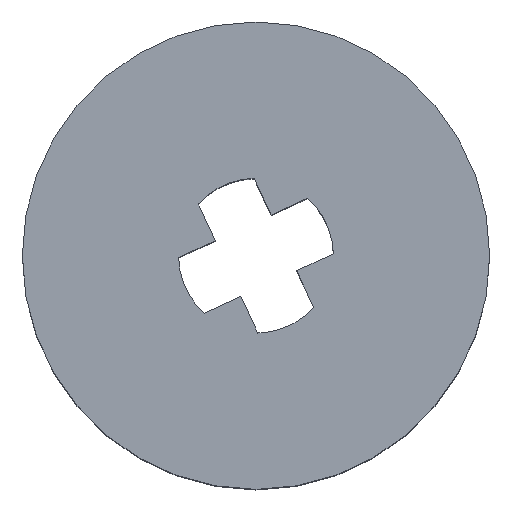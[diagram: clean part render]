
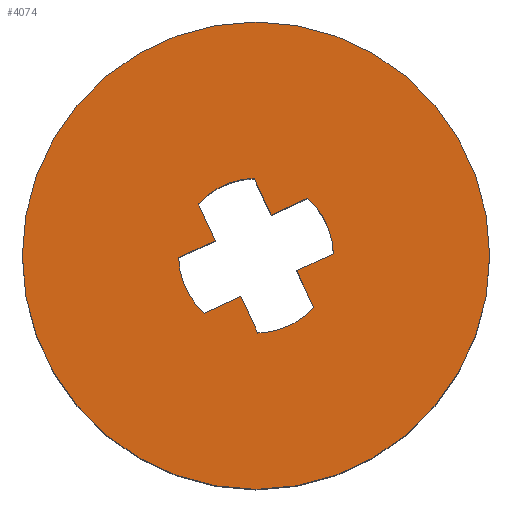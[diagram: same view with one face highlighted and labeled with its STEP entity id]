
A CAD part, top view. The second image highlights one B-rep face of the part: STEP entity #4074.
In plain terms, the highlighted planar face has unit normal (0, 0, 1).
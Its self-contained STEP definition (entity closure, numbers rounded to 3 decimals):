
#21 = AXIS2_PLACEMENT_3D ( 'NONE', #680, #1028, #4066 ) ;
#43 = DIRECTION ( 'NONE',  ( 0.418, -0.908, 0. ) ) ;
#72 = EDGE_CURVE ( 'NONE', #1666, #4492, #2170, .T. ) ;
#75 = CARTESIAN_POINT ( 'NONE',  ( 0., 0., 11. ) ) ;
#90 = VERTEX_POINT ( 'NONE', #1456 ) ;
#92 = DIRECTION ( 'NONE',  ( 0., 0., 1. ) ) ;
#116 = ORIENTED_EDGE ( 'NONE', *, *, #2237, .T. ) ;
#119 = LINE ( 'NONE', #1622, #4277 ) ;
#134 = VECTOR ( 'NONE', #4426, 1000. ) ;
#188 = VERTEX_POINT ( 'NONE', #2995 ) ;
#199 = EDGE_LOOP ( 'NONE', ( #219, #1158, #821, #2122, #3513, #1972, #567, #3268, #3642, #538, #1974, #1845 ) ) ;
#219 = ORIENTED_EDGE ( 'NONE', *, *, #2208, .T. ) ;
#228 = VECTOR ( 'NONE', #1261, 1000. ) ;
#323 = AXIS2_PLACEMENT_3D ( 'NONE', #4569, #92, #2688 ) ;
#394 = EDGE_CURVE ( 'NONE', #188, #2397, #1992, .T. ) ;
#415 = EDGE_CURVE ( 'NONE', #4286, #4049, #119, .T. ) ;
#446 = EDGE_CURVE ( 'NONE', #3869, #4049, #2156, .T. ) ;
#470 = CARTESIAN_POINT ( 'NONE',  ( 1.393, -0.515, 11. ) ) ;
#478 = VECTOR ( 'NONE', #43, 1000. ) ;
#479 = CARTESIAN_POINT ( 'NONE',  ( 0.064, -2.649, 11. ) ) ;
#510 = EDGE_CURVE ( 'NONE', #2806, #688, #1440, .T. ) ;
#538 = ORIENTED_EDGE ( 'NONE', *, *, #3987, .T. ) ;
#567 = ORIENTED_EDGE ( 'NONE', *, *, #1094, .T. ) ;
#680 = CARTESIAN_POINT ( 'NONE',  ( 0., 0., 11. ) ) ;
#688 = VERTEX_POINT ( 'NONE', #4183 ) ;
#777 = DIRECTION ( 'NONE',  ( -0.418, 0.908, 0. ) ) ;
#795 = AXIS2_PLACEMENT_3D ( 'NONE', #4016, #1719, #3582 ) ;
#821 = ORIENTED_EDGE ( 'NONE', *, *, #446, .F. ) ;
#1015 = DIRECTION ( 'NONE',  ( 1., 0., 0. ) ) ;
#1028 = DIRECTION ( 'NONE',  ( 0., 0., 1. ) ) ;
#1035 = CARTESIAN_POINT ( 'NONE',  ( -0.439, 0.954, 11. ) ) ;
#1094 = EDGE_CURVE ( 'NONE', #90, #3107, #3546, .T. ) ;
#1144 = CARTESIAN_POINT ( 'NONE',  ( 0., 0., 11. ) ) ;
#1147 = AXIS2_PLACEMENT_3D ( 'NONE', #1144, #4534, #1015 ) ;
#1158 = ORIENTED_EDGE ( 'NONE', *, *, #415, .T. ) ;
#1164 = AXIS2_PLACEMENT_3D ( 'NONE', #1208, #4250, #2347 ) ;
#1174 = CARTESIAN_POINT ( 'NONE',  ( 0.954, 0.439, 11. ) ) ;
#1207 = EDGE_CURVE ( 'NONE', #3107, #688, #3277, .T. ) ;
#1208 = CARTESIAN_POINT ( 'NONE',  ( 0., 0., 11. ) ) ;
#1250 = LINE ( 'NONE', #2763, #3881 ) ;
#1251 = DIRECTION ( 'NONE',  ( 0.418, -0.908, 0. ) ) ;
#1261 = DIRECTION ( 'NONE',  ( -0.908, -0.418, 0. ) ) ;
#1318 = CARTESIAN_POINT ( 'NONE',  ( -0.439, 0.954, 11. ) ) ;
#1330 = CIRCLE ( 'NONE', #1164, 8. ) ;
#1440 = CIRCLE ( 'NONE', #2060, 2.65 ) ;
#1456 = CARTESIAN_POINT ( 'NONE',  ( -2.649, -0.064, 11. ) ) ;
#1530 = VERTEX_POINT ( 'NONE', #1796 ) ;
#1577 = EDGE_LOOP ( 'NONE', ( #2327, #116 ) ) ;
#1578 = DIRECTION ( 'NONE',  ( 0., 0., 1. ) ) ;
#1622 = CARTESIAN_POINT ( 'NONE',  ( 0.954, 0.439, 11. ) ) ;
#1651 = VERTEX_POINT ( 'NONE', #2287 ) ;
#1666 = VERTEX_POINT ( 'NONE', #2734 ) ;
#1678 = VECTOR ( 'NONE', #2949, 1000. ) ;
#1697 = VERTEX_POINT ( 'NONE', #1963 ) ;
#1719 = DIRECTION ( 'NONE',  ( 0., 0., 1. ) ) ;
#1754 = VECTOR ( 'NONE', #3165, 1000. ) ;
#1796 = CARTESIAN_POINT ( 'NONE',  ( -8., 0., 11. ) ) ;
#1845 = ORIENTED_EDGE ( 'NONE', *, *, #3583, .F. ) ;
#1917 = LINE ( 'NONE', #1174, #478 ) ;
#1963 = CARTESIAN_POINT ( 'NONE',  ( 8., 0., 11. ) ) ;
#1972 = ORIENTED_EDGE ( 'NONE', *, *, #3896, .F. ) ;
#1974 = ORIENTED_EDGE ( 'NONE', *, *, #72, .T. ) ;
#1992 = LINE ( 'NONE', #3141, #1754 ) ;
#2006 = CARTESIAN_POINT ( 'NONE',  ( 1.771, 1.971, 11. ) ) ;
#2060 = AXIS2_PLACEMENT_3D ( 'NONE', #4465, #4863, #4042 ) ;
#2122 = ORIENTED_EDGE ( 'NONE', *, *, #3959, .T. ) ;
#2156 = CIRCLE ( 'NONE', #21, 2.65 ) ;
#2170 = LINE ( 'NONE', #1035, #1678 ) ;
#2208 = EDGE_CURVE ( 'NONE', #1651, #4286, #4602, .T. ) ;
#2237 = EDGE_CURVE ( 'NONE', #1697, #1530, #1330, .T. ) ;
#2287 = CARTESIAN_POINT ( 'NONE',  ( 2.649, 0.064, 11. ) ) ;
#2319 = CARTESIAN_POINT ( 'NONE',  ( 0.439, -0.954, 11. ) ) ;
#2327 = ORIENTED_EDGE ( 'NONE', *, *, #3237, .T. ) ;
#2347 = DIRECTION ( 'NONE',  ( 1., 0., 0. ) ) ;
#2397 = VERTEX_POINT ( 'NONE', #3981 ) ;
#2446 = CARTESIAN_POINT ( 'NONE',  ( -0.064, 2.649, 11. ) ) ;
#2486 = FACE_OUTER_BOUND ( 'NONE', #1577, .T. ) ;
#2504 = CARTESIAN_POINT ( 'NONE',  ( -0.954, -0.439, 11. ) ) ;
#2688 = DIRECTION ( 'NONE',  ( 1., 0., 0. ) ) ;
#2734 = CARTESIAN_POINT ( 'NONE',  ( 0.515, 1.393, 11. ) ) ;
#2763 = CARTESIAN_POINT ( 'NONE',  ( -0.954, -0.439, 11. ) ) ;
#2806 = VERTEX_POINT ( 'NONE', #2446 ) ;
#2811 = AXIS2_PLACEMENT_3D ( 'NONE', #75, #1578, #4598 ) ;
#2949 = DIRECTION ( 'NONE',  ( 0.908, 0.418, 0. ) ) ;
#2995 = CARTESIAN_POINT ( 'NONE',  ( -0.515, -1.393, 11. ) ) ;
#3107 = VERTEX_POINT ( 'NONE', #4839 ) ;
#3141 = CARTESIAN_POINT ( 'NONE',  ( 0.439, -0.954, 11. ) ) ;
#3162 = PLANE ( 'NONE',  #795 ) ;
#3165 = DIRECTION ( 'NONE',  ( -0.908, -0.418, 0. ) ) ;
#3234 = CARTESIAN_POINT ( 'NONE',  ( 1.971, -1.771, 11. ) ) ;
#3237 = EDGE_CURVE ( 'NONE', #1530, #1697, #3990, .T. ) ;
#3268 = ORIENTED_EDGE ( 'NONE', *, *, #1207, .T. ) ;
#3277 = LINE ( 'NONE', #2504, #134 ) ;
#3513 = ORIENTED_EDGE ( 'NONE', *, *, #394, .T. ) ;
#3546 = LINE ( 'NONE', #1318, #4473 ) ;
#3582 = DIRECTION ( 'NONE',  ( 1., 0., 0. ) ) ;
#3583 = EDGE_CURVE ( 'NONE', #1651, #4492, #3994, .T. ) ;
#3642 = ORIENTED_EDGE ( 'NONE', *, *, #510, .F. ) ;
#3869 = VERTEX_POINT ( 'NONE', #479 ) ;
#3881 = VECTOR ( 'NONE', #777, 1000. ) ;
#3896 = EDGE_CURVE ( 'NONE', #90, #2397, #4591, .T. ) ;
#3943 = FACE_BOUND ( 'NONE', #199, .T. ) ;
#3959 = EDGE_CURVE ( 'NONE', #3869, #188, #1250, .T. ) ;
#3981 = CARTESIAN_POINT ( 'NONE',  ( -1.771, -1.971, 11. ) ) ;
#3987 = EDGE_CURVE ( 'NONE', #2806, #1666, #1917, .T. ) ;
#3990 = CIRCLE ( 'NONE', #1147, 8. ) ;
#3994 = CIRCLE ( 'NONE', #2811, 2.65 ) ;
#4016 = CARTESIAN_POINT ( 'NONE',  ( 0., 0., 11. ) ) ;
#4042 = DIRECTION ( 'NONE',  ( 1., 0., 0. ) ) ;
#4049 = VERTEX_POINT ( 'NONE', #3234 ) ;
#4066 = DIRECTION ( 'NONE',  ( 1., 0., 0. ) ) ;
#4074 = ADVANCED_FACE ( 'NONE', ( #3943, #2486 ), #3162, .T. ) ;
#4183 = CARTESIAN_POINT ( 'NONE',  ( -1.971, 1.771, 11. ) ) ;
#4250 = DIRECTION ( 'NONE',  ( 0., 0., 1. ) ) ;
#4277 = VECTOR ( 'NONE', #1251, 1000. ) ;
#4281 = DIRECTION ( 'NONE',  ( 0.908, 0.418, 0. ) ) ;
#4286 = VERTEX_POINT ( 'NONE', #470 ) ;
#4426 = DIRECTION ( 'NONE',  ( -0.418, 0.908, 0. ) ) ;
#4465 = CARTESIAN_POINT ( 'NONE',  ( 0., 0., 11. ) ) ;
#4473 = VECTOR ( 'NONE', #4281, 1000. ) ;
#4492 = VERTEX_POINT ( 'NONE', #2006 ) ;
#4534 = DIRECTION ( 'NONE',  ( 0., 0., 1. ) ) ;
#4569 = CARTESIAN_POINT ( 'NONE',  ( 0., 0., 11. ) ) ;
#4591 = CIRCLE ( 'NONE', #323, 2.65 ) ;
#4598 = DIRECTION ( 'NONE',  ( 1., 0., 0. ) ) ;
#4602 = LINE ( 'NONE', #2319, #228 ) ;
#4839 = CARTESIAN_POINT ( 'NONE',  ( -1.393, 0.515, 11. ) ) ;
#4863 = DIRECTION ( 'NONE',  ( 0., 0., 1. ) ) ;
